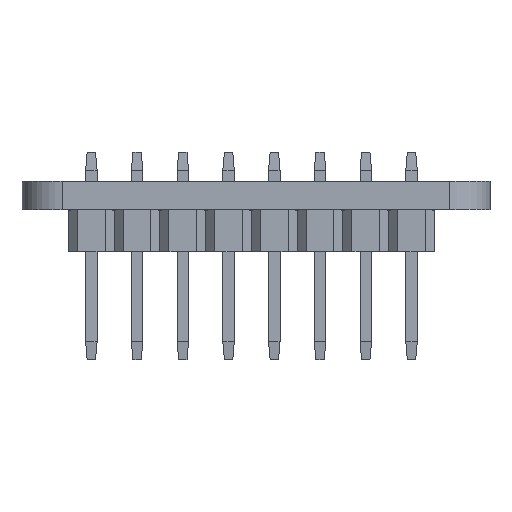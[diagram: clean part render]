
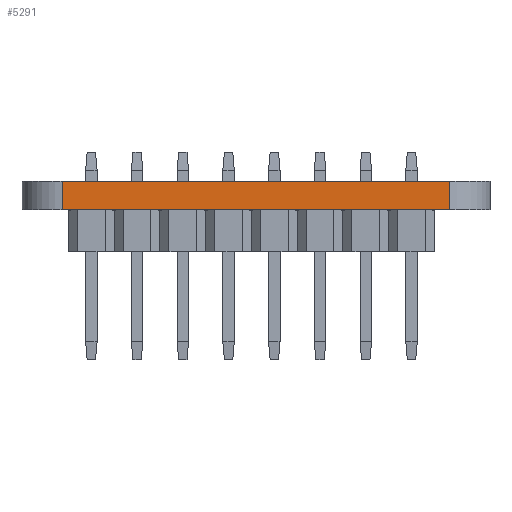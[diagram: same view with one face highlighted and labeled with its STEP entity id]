
A CAD part, front view. The second image highlights one B-rep face of the part: STEP entity #5291.
In plain terms, the highlighted planar face has unit normal (0, -1, 0).
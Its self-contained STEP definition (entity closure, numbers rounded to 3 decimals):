
#297 = EDGE_CURVE ( 'NONE', #4840, #6436, #9130, .T. ) ;
#385 = FACE_OUTER_BOUND ( 'NONE', #2637, .T. ) ;
#387 = CARTESIAN_POINT ( 'NONE',  ( -10.764, -15.012, 1.6 ) ) ;
#587 = CARTESIAN_POINT ( 'NONE',  ( 10.746, -15.012, 0. ) ) ;
#688 = DIRECTION ( 'NONE',  ( 0., 0., -1. ) ) ;
#1089 = DIRECTION ( 'NONE',  ( 0., 0., 1. ) ) ;
#1098 = CARTESIAN_POINT ( 'NONE',  ( 10.746, -15.012, 1.6 ) ) ;
#1127 = DIRECTION ( 'NONE',  ( 0., 1., 0. ) ) ;
#1382 = CARTESIAN_POINT ( 'NONE',  ( 10.746, -15.012, 1.6 ) ) ;
#1536 = EDGE_CURVE ( 'NONE', #3189, #6436, #5009, .T. ) ;
#2351 = EDGE_CURVE ( 'NONE', #6336, #4840, #2978, .T. ) ;
#2451 = ORIENTED_EDGE ( 'NONE', *, *, #7058, .T. ) ;
#2637 = EDGE_LOOP ( 'NONE', ( #3940, #7529, #3887, #2451 ) ) ;
#2767 = CARTESIAN_POINT ( 'NONE',  ( -10.764, -15.012, 0. ) ) ;
#2929 = DIRECTION ( 'NONE',  ( 1., 0., 0. ) ) ;
#2978 = LINE ( 'NONE', #6534, #6519 ) ;
#3080 = DIRECTION ( 'NONE',  ( 0., 0., -1. ) ) ;
#3189 = VERTEX_POINT ( 'NONE', #5237 ) ;
#3487 = AXIS2_PLACEMENT_3D ( 'NONE', #6149, #1127, #1089 ) ;
#3598 = VECTOR ( 'NONE', #6370, 1000. ) ;
#3795 = LINE ( 'NONE', #7261, #7143 ) ;
#3887 = ORIENTED_EDGE ( 'NONE', *, *, #2351, .F. ) ;
#3940 = ORIENTED_EDGE ( 'NONE', *, *, #1536, .T. ) ;
#4840 = VERTEX_POINT ( 'NONE', #1098 ) ;
#5009 = LINE ( 'NONE', #2767, #3598 ) ;
#5237 = CARTESIAN_POINT ( 'NONE',  ( -10.764, -15.012, 0. ) ) ;
#5291 = ADVANCED_FACE ( 'NONE', ( #385 ), #6238, .F. ) ;
#5359 = VECTOR ( 'NONE', #688, 1000. ) ;
#6149 = CARTESIAN_POINT ( 'NONE',  ( -10.764, -15.012, 1.6 ) ) ;
#6238 = PLANE ( 'NONE',  #3487 ) ;
#6336 = VERTEX_POINT ( 'NONE', #387 ) ;
#6370 = DIRECTION ( 'NONE',  ( 1., 0., 0. ) ) ;
#6436 = VERTEX_POINT ( 'NONE', #587 ) ;
#6519 = VECTOR ( 'NONE', #2929, 1000. ) ;
#6534 = CARTESIAN_POINT ( 'NONE',  ( -10.764, -15.012, 1.6 ) ) ;
#7058 = EDGE_CURVE ( 'NONE', #6336, #3189, #3795, .T. ) ;
#7143 = VECTOR ( 'NONE', #3080, 1000. ) ;
#7261 = CARTESIAN_POINT ( 'NONE',  ( -10.764, -15.012, 1.6 ) ) ;
#7529 = ORIENTED_EDGE ( 'NONE', *, *, #297, .F. ) ;
#9130 = LINE ( 'NONE', #1382, #5359 ) ;
